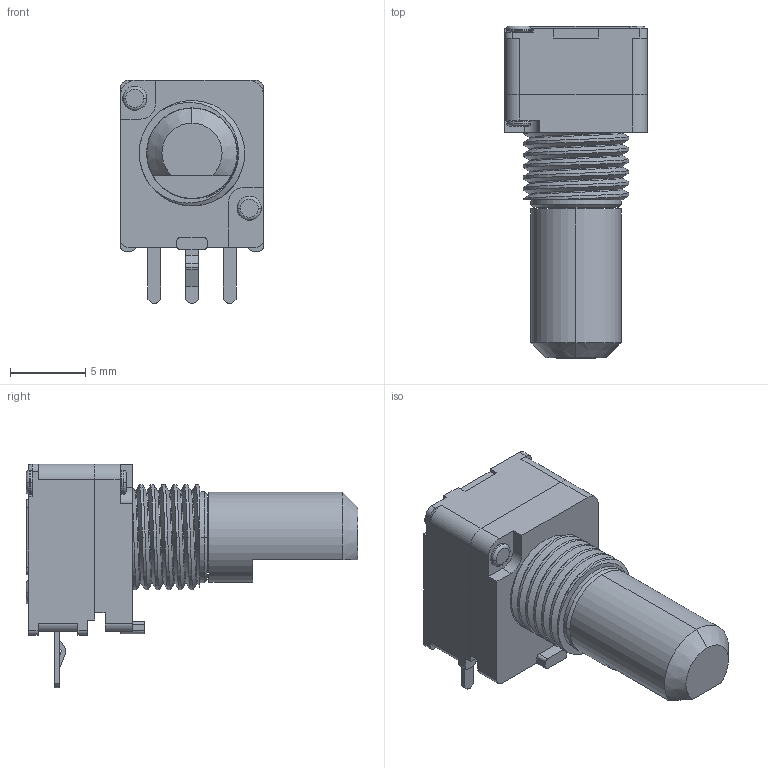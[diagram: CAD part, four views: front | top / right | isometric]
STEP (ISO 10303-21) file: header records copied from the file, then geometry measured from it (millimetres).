
FILE_DESCRIPTION (( 'STEP AP214' ), '1' );
FILE_NAME ('RK0971110-L15.STEP', '2012-02-24T13:18:54', ( '' ), ( '' ), 'SwSTEP 2.0', 'SolidWorks 2010', '' );
FILE_SCHEMA (( 'AUTOMOTIVE_DESIGN' ));
Length unit declared in the file: millimetre
Products named in the file (1): RK0971110-L15
Bounding box: 9.5 x 22.05 x 14.85 mm (x, y, z)
Volume: 1118.1 mm3; surface area: 929.2 mm2
Topology: 1 solids, 1 shells, 184 faces, 482 edges, 313 vertices
Faces by surface type: plane 92, cylinder 69, torus 16, cone 4, bspline 3
Entity records: 9693 total; most frequent: CARTESIAN_POINT 3069, ORIENTED_EDGE 964, DIRECTION 962, EDGE_CURVE 482, AXIS2_PLACEMENT_3D 334, VERTEX_POINT 313, LINE 294, VECTOR 294
